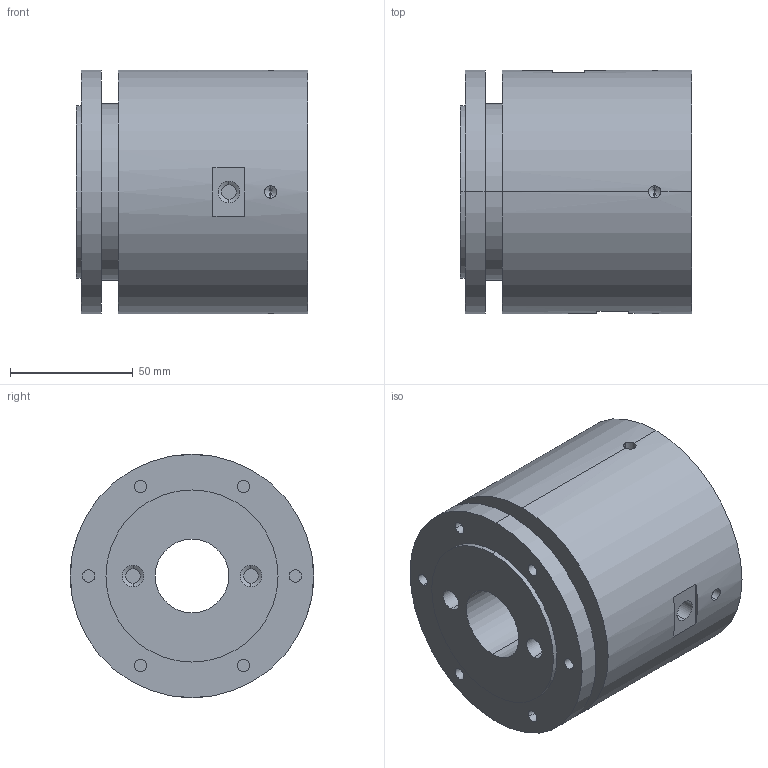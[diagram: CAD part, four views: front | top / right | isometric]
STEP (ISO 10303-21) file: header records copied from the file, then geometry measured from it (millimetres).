
FILE_DESCRIPTION (( 'STEP AP203' ), '1' );
FILE_NAME ('GJ2030-02.STEP', '2020-07-25T07:13:37', ( 'gongcheng1' ), ( '' ), 'SwSTEP 2.0', 'SolidWorks 2014', '' );
FILE_SCHEMA (( 'CONFIG_CONTROL_DESIGN' ));
Length unit declared in the file: millimetre
Products named in the file (1): GJ2030-02
Bounding box: 94 x 99 x 99 mm (x, y, z)
Volume: 602786.6 mm3; surface area: 65480.2 mm2
Topology: 1 solids, 1 shells, 118 faces, 278 edges, 160 vertices
Faces by surface type: cylinder 68, cone 32, plane 18
Entity records: 3559 total; most frequent: CARTESIAN_POINT 785, DIRECTION 612, ORIENTED_EDGE 508, EDGE_CURVE 254, AXIS2_PLACEMENT_3D 251, VERTEX_POINT 160, EDGE_LOOP 154, CIRCLE 132
